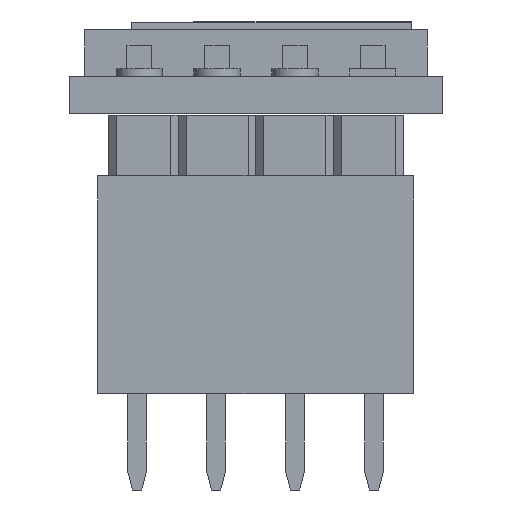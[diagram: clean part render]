
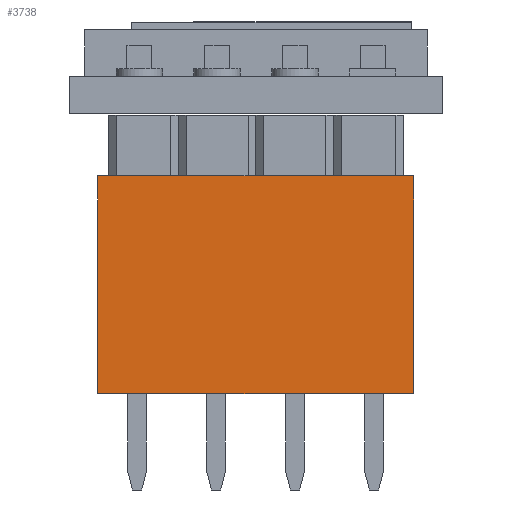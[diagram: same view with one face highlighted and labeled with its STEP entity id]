
A CAD part, left-side view. The second image highlights one B-rep face of the part: STEP entity #3738.
In plain terms, the highlighted planar face has unit normal (-1, 0, 0).
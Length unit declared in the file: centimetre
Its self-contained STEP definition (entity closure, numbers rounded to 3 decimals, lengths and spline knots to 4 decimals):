
#54=FACE_OUTER_BOUND($,#286,.T.);
#286=EDGE_LOOP($,(#2535,#2536,#2537,#2538));
#518=LINE($,#5228,#1043);
#524=LINE($,#5241,#1049);
#527=LINE($,#5246,#1052);
#545=LINE($,#5281,#1070);
#1043=VECTOR($,#4230,0.7);
#1049=VECTOR($,#4238,0.7);
#1052=VECTOR($,#4245,1.016);
#1070=VECTOR($,#4265,1.016);
#1562=VERTEX_POINT($,#5216);
#1567=VERTEX_POINT($,#5226);
#1572=VERTEX_POINT($,#5238);
#1573=VERTEX_POINT($,#5240);
#1920=EDGE_CURVE($,#1562,#1567,#518,.T.);
#1926=EDGE_CURVE($,#1572,#1573,#524,.T.);
#1929=EDGE_CURVE($,#1573,#1567,#527,.T.);
#1947=EDGE_CURVE($,#1572,#1562,#545,.T.);
#2535=ORIENTED_EDGE($,*,*,#1926,.F.);
#2536=ORIENTED_EDGE($,*,*,#1947,.T.);
#2537=ORIENTED_EDGE($,*,*,#1920,.T.);
#2538=ORIENTED_EDGE($,*,*,#1929,.F.);
#3518=PLANE($,#3991);
#3738=ADVANCED_FACE($,(#54),#3518,.F.);
#3991=AXIS2_PLACEMENT_3D($,#5351,#4306,#4307);
#4230=DIRECTION($,(0.,0.,1.));
#4238=DIRECTION($,(0.,0.,1.));
#4245=DIRECTION($,(0.,-1.,0.));
#4265=DIRECTION($,(0.,-1.,0.));
#4306=DIRECTION('center_axis',(1.,0.,0.));
#4307=DIRECTION('ref_axis',(0.,-1.,0.));
#5216=CARTESIAN_POINT('',(-0.127,-0.889,0.));
#5226=CARTESIAN_POINT('',(-0.127,-0.889,0.7));
#5228=CARTESIAN_POINT($,(-0.127,-0.889,0.));
#5238=CARTESIAN_POINT('',(-0.127,0.127,0.));
#5240=CARTESIAN_POINT('',(-0.127,0.127,0.7));
#5241=CARTESIAN_POINT($,(-0.127,0.127,0.));
#5246=CARTESIAN_POINT($,(-0.127,0.127,0.7));
#5281=CARTESIAN_POINT($,(-0.127,0.127,0.));
#5351=CARTESIAN_POINT('Origin',(-0.127,0.127,0.));
